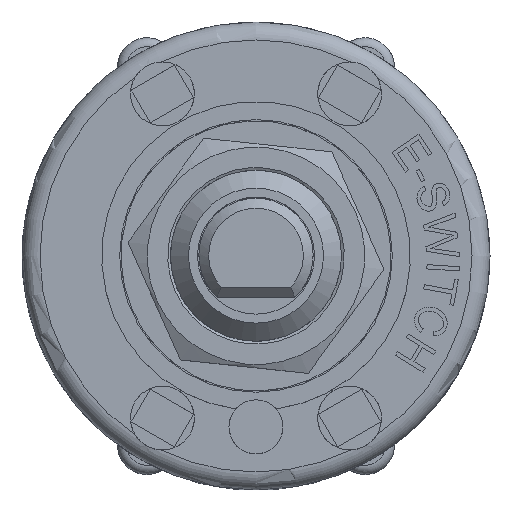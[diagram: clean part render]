
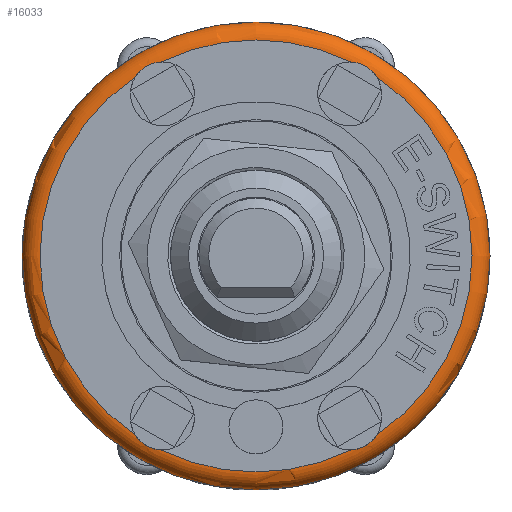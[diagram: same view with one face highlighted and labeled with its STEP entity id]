
A CAD part, top view. The second image highlights one B-rep face of the part: STEP entity #16033.
In plain terms, the highlighted toroidal (fillet/blend) face has major radius 12 mm and minor radius 1 mm.
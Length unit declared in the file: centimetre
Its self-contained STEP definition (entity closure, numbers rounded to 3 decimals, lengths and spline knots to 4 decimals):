
#32=TOROIDAL_SURFACE('',#16939,1.2,0.1);
#648=B_SPLINE_CURVE_WITH_KNOTS('',3,(#27231,#27232,#27233,#27234,#27235,
#27236,#27237,#27238,#27239,#27240,#27241,#27242),.UNSPECIFIED.,.F.,.F.,
(4,2,2,2,2,4),(-0.2692,-0.2446,-0.216,
-0.1921,-0.1645,-0.1357),.UNSPECIFIED.);
#649=B_SPLINE_CURVE_WITH_KNOTS('',3,(#27253,#27254,#27255,#27256,#27257,
#27258,#27259,#27260,#27261,#27262,#27263,#27264),.UNSPECIFIED.,.F.,.F.,
(4,2,2,2,2,4),(-0.2692,-0.2446,-0.216,
-0.1921,-0.1645,-0.1357),.UNSPECIFIED.);
#650=B_SPLINE_CURVE_WITH_KNOTS('',3,(#27275,#27276,#27277,#27278,#27279,
#27280,#27281,#27282,#27283,#27284,#27285,#27286),.UNSPECIFIED.,.F.,.F.,
(4,2,2,2,2,4),(-0.2692,-0.2446,-0.216,
-0.1921,-0.1645,-0.1357),.UNSPECIFIED.);
#651=B_SPLINE_CURVE_WITH_KNOTS('',3,(#27297,#27298,#27299,#27300,#27301,
#27302,#27303,#27304,#27305,#27306,#27307,#27308),.UNSPECIFIED.,.F.,.F.,
(4,2,2,2,2,4),(-0.2692,-0.2446,-0.216,
-0.1921,-0.1645,-0.1357),.UNSPECIFIED.);
#944=CIRCLE('',#16877,1.3);
#960=CIRCLE('',#16940,0.1);
#961=CIRCLE('',#16941,1.2);
#962=CIRCLE('',#16942,1.2);
#963=CIRCLE('',#16943,1.2);
#964=CIRCLE('',#16944,1.2);
#965=CIRCLE('',#16945,1.2);
#1765=FACE_OUTER_BOUND('',#2711,.T.);
#2711=EDGE_LOOP('',(#14110,#14111,#14112,#14113,#14114,#14115,#14116,#14117,
#14118,#14119,#14120,#14121));
#7528=VERTEX_POINT('',#26950);
#7624=VERTEX_POINT('',#27229);
#7625=VERTEX_POINT('',#27230);
#7628=VERTEX_POINT('',#27251);
#7629=VERTEX_POINT('',#27252);
#7632=VERTEX_POINT('',#27273);
#7633=VERTEX_POINT('',#27274);
#7636=VERTEX_POINT('',#27295);
#7637=VERTEX_POINT('',#27296);
#7640=VERTEX_POINT('',#27317);
#9711=EDGE_CURVE('',#7528,#7528,#944,.T.);
#9855=EDGE_CURVE('',#7624,#7625,#648,.T.);
#9860=EDGE_CURVE('',#7628,#7629,#649,.T.);
#9865=EDGE_CURVE('',#7632,#7633,#650,.T.);
#9870=EDGE_CURVE('',#7636,#7637,#651,.T.);
#9875=EDGE_CURVE('',#7528,#7640,#960,.T.);
#9876=EDGE_CURVE('',#7640,#7632,#961,.T.);
#9877=EDGE_CURVE('',#7633,#7628,#962,.T.);
#9878=EDGE_CURVE('',#7629,#7624,#963,.T.);
#9879=EDGE_CURVE('',#7625,#7636,#964,.T.);
#9880=EDGE_CURVE('',#7637,#7640,#965,.T.);
#14110=ORIENTED_EDGE('',*,*,#9711,.T.);
#14111=ORIENTED_EDGE('',*,*,#9875,.T.);
#14112=ORIENTED_EDGE('',*,*,#9876,.T.);
#14113=ORIENTED_EDGE('',*,*,#9865,.T.);
#14114=ORIENTED_EDGE('',*,*,#9877,.T.);
#14115=ORIENTED_EDGE('',*,*,#9860,.T.);
#14116=ORIENTED_EDGE('',*,*,#9878,.T.);
#14117=ORIENTED_EDGE('',*,*,#9855,.T.);
#14118=ORIENTED_EDGE('',*,*,#9879,.T.);
#14119=ORIENTED_EDGE('',*,*,#9870,.T.);
#14120=ORIENTED_EDGE('',*,*,#9880,.T.);
#14121=ORIENTED_EDGE('',*,*,#9875,.F.);
#16033=ADVANCED_FACE('',(#1765),#32,.T.);
#16877=AXIS2_PLACEMENT_3D('',#26951,#19974,#19975);
#16939=AXIS2_PLACEMENT_3D('',#27316,#20242,#20243);
#16940=AXIS2_PLACEMENT_3D('',#27318,#20244,#20245);
#16941=AXIS2_PLACEMENT_3D('',#27319,#20246,#20247);
#16942=AXIS2_PLACEMENT_3D('',#27320,#20248,#20249);
#16943=AXIS2_PLACEMENT_3D('',#27321,#20250,#20251);
#16944=AXIS2_PLACEMENT_3D('',#27322,#20252,#20253);
#16945=AXIS2_PLACEMENT_3D('',#27323,#20254,#20255);
#19974=DIRECTION('center_axis',(0.,0.,1.));
#19975=DIRECTION('ref_axis',(-1.,0.,0.));
#20242=DIRECTION('center_axis',(0.,0.,-1.));
#20243=DIRECTION('ref_axis',(-1.,0.,0.));
#20244=DIRECTION('center_axis',(0.,-1.,0.));
#20245=DIRECTION('ref_axis',(1.,0.,0.));
#20246=DIRECTION('center_axis',(0.,0.,-1.));
#20247=DIRECTION('ref_axis',(-1.,0.,0.));
#20248=DIRECTION('center_axis',(0.,0.,-1.));
#20249=DIRECTION('ref_axis',(-1.,0.,0.));
#20250=DIRECTION('center_axis',(0.,0.,-1.));
#20251=DIRECTION('ref_axis',(-1.,0.,0.));
#20252=DIRECTION('center_axis',(0.,0.,-1.));
#20253=DIRECTION('ref_axis',(-1.,0.,0.));
#20254=DIRECTION('center_axis',(0.,0.,-1.));
#20255=DIRECTION('ref_axis',(-1.,0.,0.));
#26950=CARTESIAN_POINT('',(1.3,0.,0.92));
#26951=CARTESIAN_POINT('Origin',(0.,0.,0.92));
#27229=CARTESIAN_POINT('',(-0.67,0.9955,1.02));
#27230=CARTESIAN_POINT('',(-0.5271,1.078,1.02));
#27231=CARTESIAN_POINT('Ctrl Pts',(-0.67,0.9955,
1.02));
#27232=CARTESIAN_POINT('Ctrl Pts',(-0.6646,1.0041,
1.02));
#27233=CARTESIAN_POINT('Ctrl Pts',(-0.6583,1.0124,
1.0198));
#27234=CARTESIAN_POINT('Ctrl Pts',(-0.6428,1.0294,
1.0191));
#27235=CARTESIAN_POINT('Ctrl Pts',(-0.6335,1.0377,
1.0188));
#27236=CARTESIAN_POINT('Ctrl Pts',(-0.615,1.051,1.0184));
#27237=CARTESIAN_POINT('Ctrl Pts',(-0.6061,1.0563,
1.0184));
#27238=CARTESIAN_POINT('Ctrl Pts',(-0.5859,1.0659,1.0187));
#27239=CARTESIAN_POINT('Ctrl Pts',(-0.5747,1.07,1.019));
#27240=CARTESIAN_POINT('Ctrl Pts',(-0.551,1.0759,1.0197));
#27241=CARTESIAN_POINT('Ctrl Pts',(-0.539,1.0775,
1.02));
#27242=CARTESIAN_POINT('Ctrl Pts',(-0.5271,1.078,
1.02));
#27251=CARTESIAN_POINT('',(-0.5271,-1.078,1.02));
#27252=CARTESIAN_POINT('',(-0.67,-0.9955,1.02));
#27253=CARTESIAN_POINT('Ctrl Pts',(-0.5271,-1.078,
1.02));
#27254=CARTESIAN_POINT('Ctrl Pts',(-0.5373,-1.0776,
1.02));
#27255=CARTESIAN_POINT('Ctrl Pts',(-0.5476,-1.0763,
1.0198));
#27256=CARTESIAN_POINT('Ctrl Pts',(-0.5701,-1.0714,1.0191));
#27257=CARTESIAN_POINT('Ctrl Pts',(-0.5819,-1.0675,
1.0188));
#27258=CARTESIAN_POINT('Ctrl Pts',(-0.6027,-1.0581,
1.0184));
#27259=CARTESIAN_POINT('Ctrl Pts',(-0.6117,-1.053,
1.0184));
#27260=CARTESIAN_POINT('Ctrl Pts',(-0.6301,-1.0404,
1.0187));
#27261=CARTESIAN_POINT('Ctrl Pts',(-0.6393,-1.0327,
1.019));
#27262=CARTESIAN_POINT('Ctrl Pts',(-0.6562,-1.0151,
1.0197));
#27263=CARTESIAN_POINT('Ctrl Pts',(-0.6637,-1.0055,
1.02));
#27264=CARTESIAN_POINT('Ctrl Pts',(-0.67,-0.9955,
1.02));
#27273=CARTESIAN_POINT('',(0.67,-0.9955,1.02));
#27274=CARTESIAN_POINT('',(0.5271,-1.078,1.02));
#27275=CARTESIAN_POINT('Ctrl Pts',(0.67,-0.9955,
1.02));
#27276=CARTESIAN_POINT('Ctrl Pts',(0.6646,-1.0041,
1.02));
#27277=CARTESIAN_POINT('Ctrl Pts',(0.6583,-1.0124,
1.0198));
#27278=CARTESIAN_POINT('Ctrl Pts',(0.6428,-1.0294,
1.0191));
#27279=CARTESIAN_POINT('Ctrl Pts',(0.6335,-1.0377,
1.0188));
#27280=CARTESIAN_POINT('Ctrl Pts',(0.615,-1.051,
1.0184));
#27281=CARTESIAN_POINT('Ctrl Pts',(0.6061,-1.0563,
1.0184));
#27282=CARTESIAN_POINT('Ctrl Pts',(0.5859,-1.0659,1.0187));
#27283=CARTESIAN_POINT('Ctrl Pts',(0.5747,-1.07,1.019));
#27284=CARTESIAN_POINT('Ctrl Pts',(0.551,-1.0759,
1.0197));
#27285=CARTESIAN_POINT('Ctrl Pts',(0.539,-1.0775,
1.02));
#27286=CARTESIAN_POINT('Ctrl Pts',(0.5271,-1.078,
1.02));
#27295=CARTESIAN_POINT('',(0.5271,1.078,1.02));
#27296=CARTESIAN_POINT('',(0.67,0.9955,1.02));
#27297=CARTESIAN_POINT('Ctrl Pts',(0.5271,1.078,1.02));
#27298=CARTESIAN_POINT('Ctrl Pts',(0.5373,1.0776,1.02));
#27299=CARTESIAN_POINT('Ctrl Pts',(0.5476,1.0763,1.0198));
#27300=CARTESIAN_POINT('Ctrl Pts',(0.5701,1.0714,1.0191));
#27301=CARTESIAN_POINT('Ctrl Pts',(0.5819,1.0675,1.0188));
#27302=CARTESIAN_POINT('Ctrl Pts',(0.6027,1.0581,1.0184));
#27303=CARTESIAN_POINT('Ctrl Pts',(0.6117,1.053,1.0184));
#27304=CARTESIAN_POINT('Ctrl Pts',(0.6301,1.0404,1.0187));
#27305=CARTESIAN_POINT('Ctrl Pts',(0.6393,1.0327,1.019));
#27306=CARTESIAN_POINT('Ctrl Pts',(0.6562,1.0151,1.0197));
#27307=CARTESIAN_POINT('Ctrl Pts',(0.6637,1.0055,1.02));
#27308=CARTESIAN_POINT('Ctrl Pts',(0.67,0.9955,
1.02));
#27316=CARTESIAN_POINT('Origin',(0.,0.,0.92));
#27317=CARTESIAN_POINT('',(1.2,0.,1.02));
#27318=CARTESIAN_POINT('Origin',(1.2,0.,0.92));
#27319=CARTESIAN_POINT('Origin',(0.,0.,1.02));
#27320=CARTESIAN_POINT('Origin',(0.,0.,1.02));
#27321=CARTESIAN_POINT('Origin',(0.,0.,1.02));
#27322=CARTESIAN_POINT('Origin',(0.,0.,1.02));
#27323=CARTESIAN_POINT('Origin',(0.,0.,1.02));
